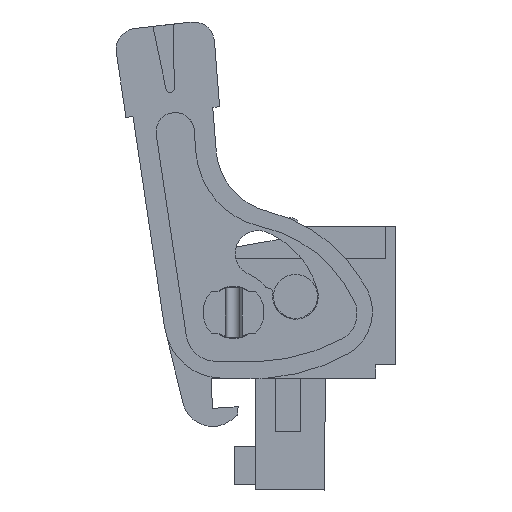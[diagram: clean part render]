
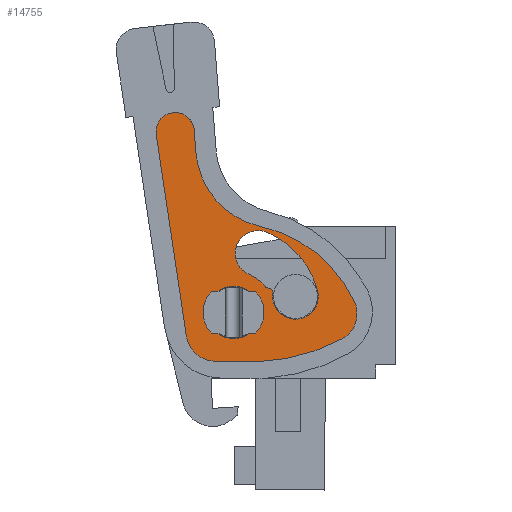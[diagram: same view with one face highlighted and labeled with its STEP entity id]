
A CAD part, left-side view. The second image highlights one B-rep face of the part: STEP entity #14755.
In plain terms, the highlighted planar face has unit normal (-1, 0, 0).
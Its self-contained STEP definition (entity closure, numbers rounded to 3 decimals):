
#13595=AXIS2_PLACEMENT_3D('Plane Axis2P3D',#13592,#13593,#13594) ;
#14127=AXIS2_PLACEMENT_3D('Circle Axis2P3D',#14125,#14126,$) ;
#14266=AXIS2_PLACEMENT_3D('Circle Axis2P3D',#14264,#14265,$) ;
#14291=AXIS2_PLACEMENT_3D('Circle Axis2P3D',#14289,#14290,$) ;
#14316=AXIS2_PLACEMENT_3D('Circle Axis2P3D',#14314,#14315,$) ;
#14341=AXIS2_PLACEMENT_3D('Circle Axis2P3D',#14339,#14340,$) ;
#14673=AXIS2_PLACEMENT_3D('Circle Axis2P3D',#14671,#14672,$) ;
#14682=AXIS2_PLACEMENT_3D('Circle Axis2P3D',#14680,#14681,$) ;
#14689=AXIS2_PLACEMENT_3D('Circle Axis2P3D',#14687,#14688,$) ;
#14696=AXIS2_PLACEMENT_3D('Circle Axis2P3D',#14694,#14695,$) ;
#14703=AXIS2_PLACEMENT_3D('Circle Axis2P3D',#14701,#14702,$) ;
#14710=AXIS2_PLACEMENT_3D('Circle Axis2P3D',#14708,#14709,$) ;
#14717=AXIS2_PLACEMENT_3D('Circle Axis2P3D',#14715,#14716,$) ;
#14724=AXIS2_PLACEMENT_3D('Circle Axis2P3D',#14722,#14723,$) ;
#14739=AXIS2_PLACEMENT_3D('Circle Axis2P3D',#14737,#14738,$) ;
#14748=AXIS2_PLACEMENT_3D('Circle Axis2P3D',#14746,#14747,$) ;
#13592=CARTESIAN_POINT('Axis2P3D Location',(1.1,1.4,0.)) ;
#14125=CARTESIAN_POINT('Axis2P3D Location',(1.1,10.645,9.383)) ;
#14129=CARTESIAN_POINT('Vertex',(1.1,10.665,7.61)) ;
#14131=CARTESIAN_POINT('Vertex',(1.1,12.398,9.121)) ;
#14157=CARTESIAN_POINT('Line Origine',(1.1,13.287,15.072)) ;
#14161=CARTESIAN_POINT('Vertex',(1.1,14.176,21.023)) ;
#14183=CARTESIAN_POINT('Control Point',(1.1,14.176,21.023)) ;
#14184=CARTESIAN_POINT('Control Point',(1.1,14.229,21.374)) ;
#14185=CARTESIAN_POINT('Control Point',(1.1,14.144,21.746)) ;
#14186=CARTESIAN_POINT('Control Point',(1.1,13.907,22.065)) ;
#14187=CARTESIAN_POINT('Control Point',(1.1,13.246,22.446)) ;
#14188=CARTESIAN_POINT('Control Point',(1.1,12.502,22.275)) ;
#14189=CARTESIAN_POINT('Control Point',(1.1,12.183,22.039)) ;
#14190=CARTESIAN_POINT('Control Point',(1.1,11.992,21.709)) ;
#14191=CARTESIAN_POINT('Control Point',(1.1,11.94,21.357)) ;
#14192=CARTESIAN_POINT('Vertex',(1.1,11.94,21.357)) ;
#14214=CARTESIAN_POINT('Control Point',(1.1,11.94,21.357)) ;
#14215=CARTESIAN_POINT('Control Point',(1.1,11.936,21.331)) ;
#14216=CARTESIAN_POINT('Control Point',(1.1,11.933,21.305)) ;
#14217=CARTESIAN_POINT('Control Point',(1.1,11.931,21.279)) ;
#14218=CARTESIAN_POINT('Vertex',(1.1,11.931,21.279)) ;
#14239=CARTESIAN_POINT('Line Origine',(1.1,11.879,20.618)) ;
#14243=CARTESIAN_POINT('Vertex',(1.1,11.827,19.957)) ;
#14264=CARTESIAN_POINT('Axis2P3D Location',(1.1,6.976,20.339)) ;
#14268=CARTESIAN_POINT('Vertex',(1.1,8.015,15.585)) ;
#14289=CARTESIAN_POINT('Axis2P3D Location',(1.1,9.73,7.737)) ;
#14293=CARTESIAN_POINT('Vertex',(1.1,2.462,11.157)) ;
#14314=CARTESIAN_POINT('Axis2P3D Location',(1.1,4.004,10.431)) ;
#14318=CARTESIAN_POINT('Vertex',(1.1,3.202,8.927)) ;
#14339=CARTESIAN_POINT('Axis2P3D Location',(1.1,8.615,19.073)) ;
#14343=CARTESIAN_POINT('Vertex',(1.1,8.181,7.582)) ;
#14364=CARTESIAN_POINT('Line Origine',(1.1,9.423,7.596)) ;
#14671=CARTESIAN_POINT('Axis2P3D Location',(1.1,7.517,12.189)) ;
#14675=CARTESIAN_POINT('Vertex',(1.1,7.517,11.939)) ;
#14677=CARTESIAN_POINT('Vertex',(1.1,7.711,12.031)) ;
#14680=CARTESIAN_POINT('Axis2P3D Location',(1.1,9.6,10.5)) ;
#14684=CARTESIAN_POINT('Vertex',(1.1,8.672,12.747)) ;
#14687=CARTESIAN_POINT('Axis2P3D Location',(1.1,8.156,13.995)) ;
#14691=CARTESIAN_POINT('Vertex',(1.1,7.641,15.242)) ;
#14694=CARTESIAN_POINT('Axis2P3D Location',(1.1,9.6,10.5)) ;
#14698=CARTESIAN_POINT('Vertex',(1.1,4.633,11.789)) ;
#14701=CARTESIAN_POINT('Axis2P3D Location',(1.1,5.94,11.45)) ;
#14705=CARTESIAN_POINT('Vertex',(1.1,7.247,11.111)) ;
#14708=CARTESIAN_POINT('Axis2P3D Location',(1.1,5.94,11.45)) ;
#14712=CARTESIAN_POINT('Vertex',(1.1,7.286,11.555)) ;
#14715=CARTESIAN_POINT('Axis2P3D Location',(1.1,6.887,11.524)) ;
#14719=CARTESIAN_POINT('Vertex',(1.1,7.274,11.625)) ;
#14722=CARTESIAN_POINT('Axis2P3D Location',(1.1,7.516,11.689)) ;
#14737=CARTESIAN_POINT('Axis2P3D Location',(1.1,9.6,10.5)) ;
#14741=CARTESIAN_POINT('Vertex',(1.1,9.6,8.95)) ;
#14743=CARTESIAN_POINT('Vertex',(1.1,9.6,12.05)) ;
#14746=CARTESIAN_POINT('Axis2P3D Location',(1.1,9.6,10.5)) ;
#13593=DIRECTION('Axis2P3D Direction',(1.,0.,0.)) ;
#13594=DIRECTION('Axis2P3D XDirection',(0.,1.,0.)) ;
#14126=DIRECTION('Axis2P3D Direction',(1.,0.,0.)) ;
#14158=DIRECTION('Vector Direction',(0.,0.148,0.989)) ;
#14240=DIRECTION('Vector Direction',(0.,-0.078,-0.997)) ;
#14265=DIRECTION('Axis2P3D Direction',(1.,0.,0.)) ;
#14290=DIRECTION('Axis2P3D Direction',(1.,0.,0.)) ;
#14315=DIRECTION('Axis2P3D Direction',(1.,0.,0.)) ;
#14340=DIRECTION('Axis2P3D Direction',(1.,0.,0.)) ;
#14365=DIRECTION('Vector Direction',(0.,1.,0.011)) ;
#14672=DIRECTION('Axis2P3D Direction',(1.,0.,0.)) ;
#14681=DIRECTION('Axis2P3D Direction',(1.,0.,0.)) ;
#14688=DIRECTION('Axis2P3D Direction',(1.,0.,0.)) ;
#14695=DIRECTION('Axis2P3D Direction',(1.,0.,0.)) ;
#14702=DIRECTION('Axis2P3D Direction',(1.,0.,0.)) ;
#14709=DIRECTION('Axis2P3D Direction',(1.,0.,0.)) ;
#14716=DIRECTION('Axis2P3D Direction',(1.,0.,0.)) ;
#14723=DIRECTION('Axis2P3D Direction',(1.,0.,0.)) ;
#14738=DIRECTION('Axis2P3D Direction',(1.,0.,0.)) ;
#14747=DIRECTION('Axis2P3D Direction',(1.,0.,0.)) ;
#14159=VECTOR('Line Direction',#14158,1.) ;
#14241=VECTOR('Line Direction',#14240,1.) ;
#14366=VECTOR('Line Direction',#14365,1.) ;
#14660=ORIENTED_EDGE('',*,*,#14133,.F.) ;
#14661=ORIENTED_EDGE('',*,*,#14368,.F.) ;
#14662=ORIENTED_EDGE('',*,*,#14345,.F.) ;
#14663=ORIENTED_EDGE('',*,*,#14320,.F.) ;
#14664=ORIENTED_EDGE('',*,*,#14295,.F.) ;
#14665=ORIENTED_EDGE('',*,*,#14270,.F.) ;
#14666=ORIENTED_EDGE('',*,*,#14245,.F.) ;
#14667=ORIENTED_EDGE('',*,*,#14220,.F.) ;
#14668=ORIENTED_EDGE('',*,*,#14194,.F.) ;
#14669=ORIENTED_EDGE('',*,*,#14163,.F.) ;
#14728=ORIENTED_EDGE('',*,*,#14679,.T.) ;
#14729=ORIENTED_EDGE('',*,*,#14686,.F.) ;
#14730=ORIENTED_EDGE('',*,*,#14693,.T.) ;
#14731=ORIENTED_EDGE('',*,*,#14700,.T.) ;
#14732=ORIENTED_EDGE('',*,*,#14707,.T.) ;
#14733=ORIENTED_EDGE('',*,*,#14714,.T.) ;
#14734=ORIENTED_EDGE('',*,*,#14721,.T.) ;
#14735=ORIENTED_EDGE('',*,*,#14726,.F.) ;
#14752=ORIENTED_EDGE('',*,*,#14745,.T.) ;
#14753=ORIENTED_EDGE('',*,*,#14750,.T.) ;
#14736=FACE_BOUND('',#14727,.T.) ;
#14754=FACE_BOUND('',#14751,.T.) ;
#14755=ADVANCED_FACE('lock.1',(#14670,#14736,#14754),#13596,.F.) ;
#14182=B_SPLINE_CURVE_WITH_KNOTS('',5,(#14183,#14184,#14185,#14186,#14187,#14188,#14189,#14190,#14191),.UNSPECIFIED.,.F.,.U.,(6,3,6),(-1.776,0.,1.776),.UNSPECIFIED.) ;
#14213=B_SPLINE_CURVE_WITH_KNOTS('',3,(#14214,#14215,#14216,#14217),.UNSPECIFIED.,.F.,.U.,(4,4),(-0.039,0.039),.UNSPECIFIED.) ;
#14128=CIRCLE('generated circle',#14127,1.773) ;
#14267=CIRCLE('generated circle',#14266,4.866) ;
#14292=CIRCLE('generated circle',#14291,8.033) ;
#14317=CIRCLE('generated circle',#14316,1.705) ;
#14342=CIRCLE('generated circle',#14341,11.5) ;
#14674=CIRCLE('generated circle',#14673,0.25) ;
#14683=CIRCLE('generated circle',#14682,2.431) ;
#14690=CIRCLE('generated circle',#14689,1.35) ;
#14697=CIRCLE('generated circle',#14696,5.131) ;
#14704=CIRCLE('generated circle',#14703,1.35) ;
#14711=CIRCLE('generated circle',#14710,1.35) ;
#14718=CIRCLE('generated circle',#14717,0.4) ;
#14725=CIRCLE('generated circle',#14724,0.25) ;
#14740=CIRCLE('generated circle',#14739,1.55) ;
#14749=CIRCLE('generated circle',#14748,1.55) ;
#14133=EDGE_CURVE('',#14130,#14132,#14128,.T.) ;
#14163=EDGE_CURVE('',#14132,#14162,#14160,.T.) ;
#14194=EDGE_CURVE('',#14162,#14193,#14182,.T.) ;
#14220=EDGE_CURVE('',#14193,#14219,#14213,.T.) ;
#14245=EDGE_CURVE('',#14219,#14244,#14242,.T.) ;
#14270=EDGE_CURVE('',#14244,#14269,#14267,.F.) ;
#14295=EDGE_CURVE('',#14269,#14294,#14292,.T.) ;
#14320=EDGE_CURVE('',#14294,#14319,#14317,.T.) ;
#14345=EDGE_CURVE('',#14319,#14344,#14342,.T.) ;
#14368=EDGE_CURVE('',#14344,#14130,#14367,.T.) ;
#14679=EDGE_CURVE('',#14676,#14678,#14674,.T.) ;
#14686=EDGE_CURVE('',#14685,#14678,#14683,.T.) ;
#14693=EDGE_CURVE('',#14685,#14692,#14690,.T.) ;
#14700=EDGE_CURVE('',#14692,#14699,#14697,.T.) ;
#14707=EDGE_CURVE('',#14699,#14706,#14704,.T.) ;
#14714=EDGE_CURVE('',#14706,#14713,#14711,.T.) ;
#14721=EDGE_CURVE('',#14713,#14720,#14718,.T.) ;
#14726=EDGE_CURVE('',#14676,#14720,#14725,.T.) ;
#14745=EDGE_CURVE('',#14742,#14744,#14740,.T.) ;
#14750=EDGE_CURVE('',#14744,#14742,#14749,.T.) ;
#14659=EDGE_LOOP('',(#14660,#14661,#14662,#14663,#14664,#14665,#14666,#14667,#14668,#14669)) ;
#14727=EDGE_LOOP('',(#14728,#14729,#14730,#14731,#14732,#14733,#14734,#14735)) ;
#14751=EDGE_LOOP('',(#14752,#14753)) ;
#14670=FACE_OUTER_BOUND('',#14659,.T.) ;
#14160=LINE('Line',#14157,#14159) ;
#14242=LINE('Line',#14239,#14241) ;
#14367=LINE('Line',#14364,#14366) ;
#13596=PLANE('',#13595) ;
#14130=VERTEX_POINT('',#14129) ;
#14132=VERTEX_POINT('',#14131) ;
#14162=VERTEX_POINT('',#14161) ;
#14193=VERTEX_POINT('',#14192) ;
#14219=VERTEX_POINT('',#14218) ;
#14244=VERTEX_POINT('',#14243) ;
#14269=VERTEX_POINT('',#14268) ;
#14294=VERTEX_POINT('',#14293) ;
#14319=VERTEX_POINT('',#14318) ;
#14344=VERTEX_POINT('',#14343) ;
#14676=VERTEX_POINT('',#14675) ;
#14678=VERTEX_POINT('',#14677) ;
#14685=VERTEX_POINT('',#14684) ;
#14692=VERTEX_POINT('',#14691) ;
#14699=VERTEX_POINT('',#14698) ;
#14706=VERTEX_POINT('',#14705) ;
#14713=VERTEX_POINT('',#14712) ;
#14720=VERTEX_POINT('',#14719) ;
#14742=VERTEX_POINT('',#14741) ;
#14744=VERTEX_POINT('',#14743) ;
